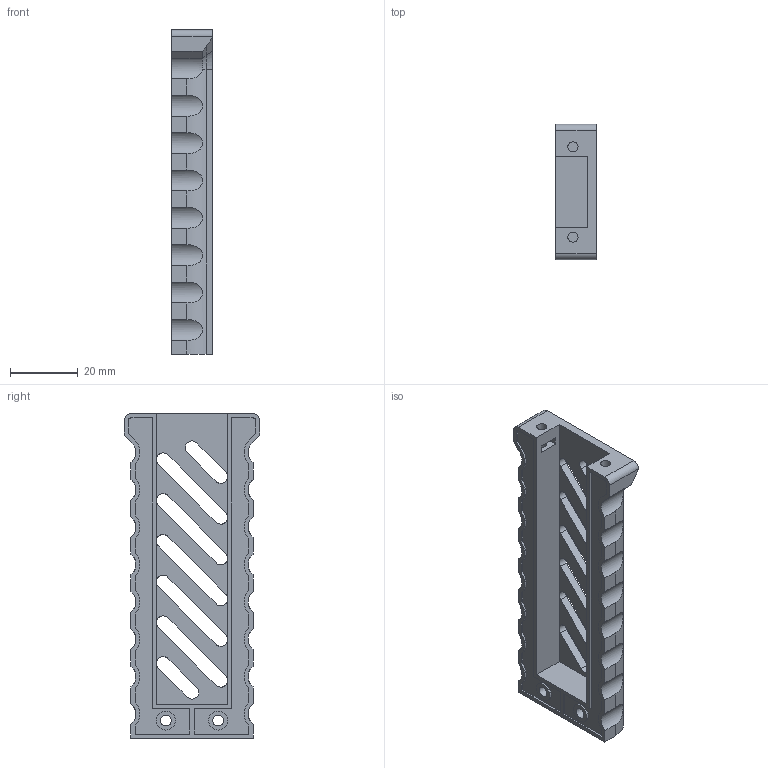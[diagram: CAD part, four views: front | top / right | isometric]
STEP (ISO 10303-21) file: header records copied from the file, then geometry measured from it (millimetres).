
FILE_DESCRIPTION(/* description */ (''),/* implementation_level */ '2;1');
FILE_NAME(/* name */ '6.1-battery-grip-left-flat.step',/* time_stamp */ '2022-04-06T21:19:56+01:00',/* author */ (''),/* organization */ (''),/* preprocessor_version */ 'ST-DEVELOPER v18.1',/* originating_system */ 'Autodesk Translation Framework v10.13.0.1454',/* authorisation */ '');
FILE_SCHEMA (('AUTOMOTIVE_DESIGN { 1 0 10303 214 3 1 1 }'));
Length unit declared in the file: millimetre
Products named in the file (1): 6.1-battery-grip-left-flat
Bounding box: 12 x 39.94 x 95.51 mm (x, y, z)
Volume: 19115.2 mm3; surface area: 11682 mm2
Topology: 1 solids, 1 shells, 191 faces, 536 edges, 348 vertices
Faces by surface type: plane 121, cylinder 64, cone 4, torus 2
Full cylindrical faces by diameter (mm): 3 x4, 3.2 x2, 5.6 x4
Entity records: 6525 total; most frequent: CARTESIAN_POINT 1419, ORIENTED_EDGE 1072, DIRECTION 1044, EDGE_CURVE 536, LINE 372, VECTOR 372, VERTEX_POINT 348, AXIS2_PLACEMENT_3D 336
